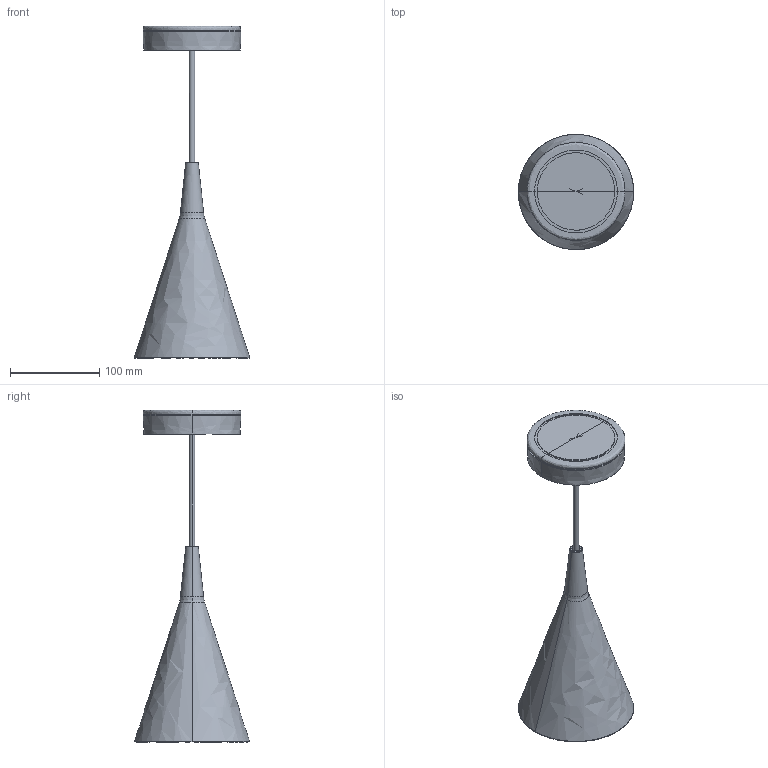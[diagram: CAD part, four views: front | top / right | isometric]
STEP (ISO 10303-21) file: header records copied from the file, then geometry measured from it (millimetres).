
FILE_DESCRIPTION(/* description */ (''),/* implementation_level */ '2;1');
FILE_NAME(/* name */ '3D_Vigo sospensione',/* time_stamp */ '2015-03-30T16:17:05+02:00',/* author */ (''),/* organization */ (''),/* preprocessor_version */ 'ST-DEVELOPER v10',/* originating_system */ '',/* authorisation */ '');
FILE_SCHEMA (('CONFIG_CONTROL_DESIGN'));
Length unit declared in the file: millimetre
Products named in the file (9): 1; 2; 3; 4; 5; 6; 7; 8; 9
Assembly tree (8 placements, depth 2):
  1
    2
    3
    4
    5
    6
    7
    8
    9
Bounding box: 129.63 x 129.61 x 373.01 mm (x, y, z)
Volume: 422948.6 mm3; surface area: 169363.5 mm2
Topology: 10 solids, 10 shells, 132 faces, 272 edges, 151 vertices
Faces by surface type: bspline 116, plane 16
Entity records: 5330 total; most frequent: CARTESIAN_POINT 2983, ORIENTED_EDGE 524, EDGE_CURVE 262, VERTEX_POINT 151, EDGE_LOOP 139, ADVANCED_FACE 132, FACE_OUTER_BOUND 132, DIRECTION 68
